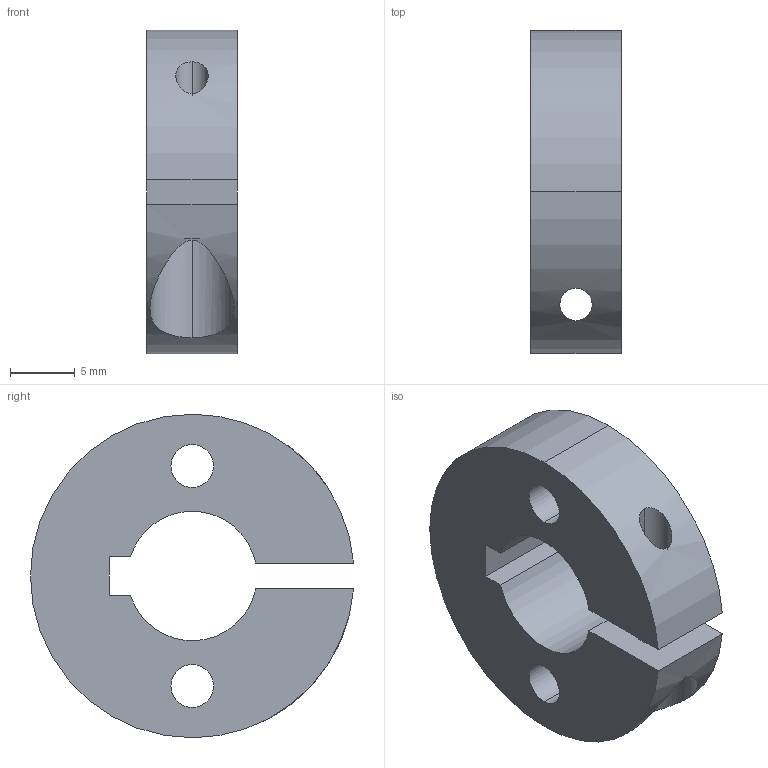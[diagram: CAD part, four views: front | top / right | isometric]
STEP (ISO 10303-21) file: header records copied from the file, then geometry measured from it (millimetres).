
FILE_DESCRIPTION (( 'STEP AP214' ), '1' );
FILE_NAME ('MNP_07.STEP', '2025-03-25T00:09:44', ( '' ), ( '' ), 'SwSTEP 2.0', 'SolidWorks 2024', '' );
FILE_SCHEMA (( 'AUTOMOTIVE_DESIGN' ));
Length unit declared in the file: millimetre
Products named in the file (1): MNP_07
Bounding box: 7 x 24.96 x 25 mm (x, y, z)
Volume: 2401.9 mm3; surface area: 1906 mm2
Topology: 1 solids, 1 shells, 24 faces, 63 edges, 42 vertices
Faces by surface type: cylinder 16, plane 8
Entity records: 900 total; most frequent: CARTESIAN_POINT 244, DIRECTION 137, ORIENTED_EDGE 126, EDGE_CURVE 63, AXIS2_PLACEMENT_3D 53, VERTEX_POINT 42, EDGE_LOOP 33, VECTOR 31
